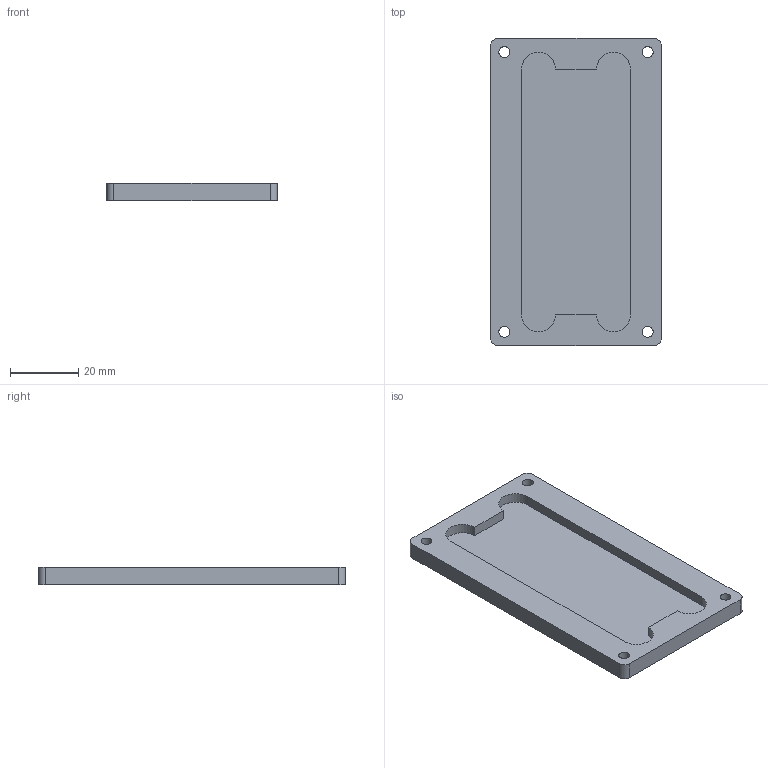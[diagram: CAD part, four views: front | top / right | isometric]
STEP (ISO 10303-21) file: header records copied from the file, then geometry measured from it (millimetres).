
FILE_DESCRIPTION(/* description */ (''),/* implementation_level */ '2;1');
FILE_NAME(/* name */ 'Aufnhameblock.stp',/* time_stamp */ '2024-10-09T14:27:10+02:00',/* author */ (''),/* organization */ (''),/* preprocessor_version */ 'ST-DEVELOPER v18.102',/* originating_system */ 'SIEMENS PLM Software NX2206.4020',/* authorisation */ '');
FILE_SCHEMA (('AUTOMOTIVE_DESIGN { 1 0 10303 214 3 1 1 1 }'));
Length unit declared in the file: millimetre
Products named in the file (1): Aufnhameblock_Prt
Bounding box: 50 x 90 x 5 mm (x, y, z)
Volume: 14938.7 mm3; surface area: 11205.2 mm2
Topology: 1 solids, 1 shells, 23 faces, 64 edges, 44 vertices
Faces by surface type: cylinder 12, plane 11
Full cylindrical faces by diameter (mm): 3.2 x4
Entity records: 900 total; most frequent: DIRECTION 128, CARTESIAN_POINT 120, ORIENTED_EDGE 112, EDGE_CURVE 56, AXIS2_PLACEMENT_3D 48, VERTEX_POINT 40, EDGE_LOOP 36, LINE 32
